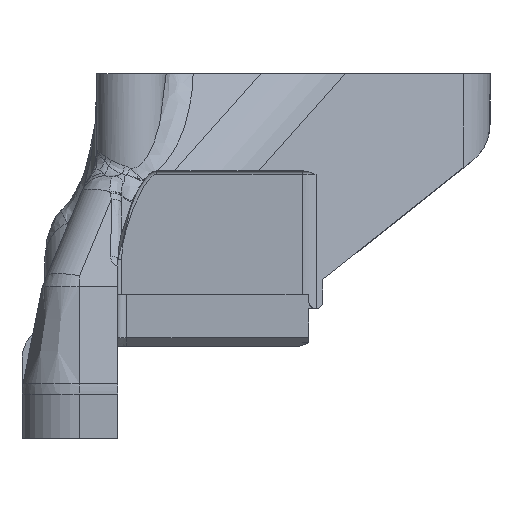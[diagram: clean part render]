
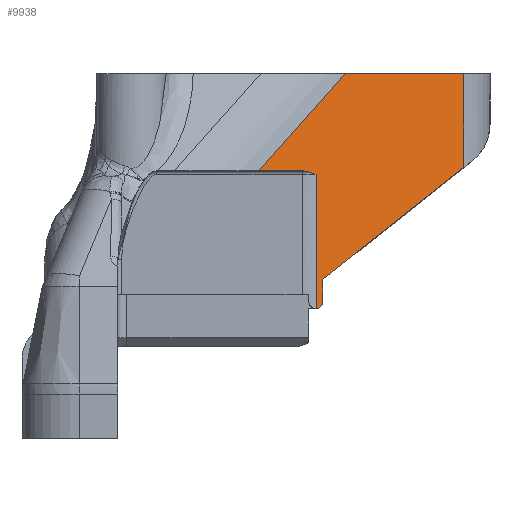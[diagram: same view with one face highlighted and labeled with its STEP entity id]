
A CAD part, left-side view. The second image highlights one B-rep face of the part: STEP entity #9938.
In plain terms, the highlighted planar face has unit normal (-0.851, -0.526, 0).
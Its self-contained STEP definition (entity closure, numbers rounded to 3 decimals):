
#167=ELLIPSE('',#10531,0.941,0.8);
#335=PLANE('',#10530);
#904=FACE_OUTER_BOUND('',#1556,.T.);
#1556=EDGE_LOOP('',(#7740,#7741,#7742,#7743,#7744,#7745,#7746,#7747,#7748));
#2073=B_SPLINE_CURVE_WITH_KNOTS('',3,(#15401,#15402,#15403,#15404),
 .UNSPECIFIED.,.F.,.F.,(4,4),(0.,0.157),.UNSPECIFIED.);
#2558=LINE('',#15427,#3652);
#2837=LINE('',#16034,#3931);
#2838=LINE('',#16038,#3932);
#2839=LINE('',#16040,#3933);
#2840=LINE('',#16042,#3934);
#2841=LINE('',#16044,#3935);
#2842=LINE('',#16045,#3936);
#3652=VECTOR('',#11704,10.);
#3931=VECTOR('',#11993,10.);
#3932=VECTOR('',#11996,10.);
#3933=VECTOR('',#11997,10.);
#3934=VECTOR('',#11998,10.);
#3935=VECTOR('',#11999,10.);
#3936=VECTOR('',#12000,10.);
#4797=VERTEX_POINT('',#15399);
#4798=VERTEX_POINT('',#15400);
#4802=VERTEX_POINT('',#15414);
#5081=VERTEX_POINT('',#16033);
#5082=VERTEX_POINT('',#16035);
#5083=VERTEX_POINT('',#16037);
#5084=VERTEX_POINT('',#16039);
#5085=VERTEX_POINT('',#16041);
#5086=VERTEX_POINT('',#16043);
#5827=EDGE_CURVE('',#4797,#4798,#2073,.T.);
#5834=EDGE_CURVE('',#4802,#4797,#2558,.T.);
#6119=EDGE_CURVE('',#5081,#4798,#2837,.T.);
#6120=EDGE_CURVE('',#5082,#4802,#167,.T.);
#6121=EDGE_CURVE('',#5082,#5083,#2838,.T.);
#6122=EDGE_CURVE('',#5083,#5084,#2839,.T.);
#6123=EDGE_CURVE('',#5084,#5085,#2840,.T.);
#6124=EDGE_CURVE('',#5086,#5085,#2841,.T.);
#6125=EDGE_CURVE('',#5081,#5086,#2842,.T.);
#7740=ORIENTED_EDGE('',*,*,#6119,.T.);
#7741=ORIENTED_EDGE('',*,*,#5827,.F.);
#7742=ORIENTED_EDGE('',*,*,#5834,.F.);
#7743=ORIENTED_EDGE('',*,*,#6120,.F.);
#7744=ORIENTED_EDGE('',*,*,#6121,.T.);
#7745=ORIENTED_EDGE('',*,*,#6122,.T.);
#7746=ORIENTED_EDGE('',*,*,#6123,.T.);
#7747=ORIENTED_EDGE('',*,*,#6124,.F.);
#7748=ORIENTED_EDGE('',*,*,#6125,.F.);
#9938=ADVANCED_FACE('',(#904),#335,.T.);
#10530=AXIS2_PLACEMENT_3D('',#16032,#11991,#11992);
#10531=AXIS2_PLACEMENT_3D('',#16036,#11994,#11995);
#11704=DIRECTION('',(0.,0.,1.));
#11991=DIRECTION('center_axis',(-0.851,-0.526,0.));
#11992=DIRECTION('ref_axis',(-0.526,0.851,0.));
#11993=DIRECTION('',(0.526,-0.851,0.));
#11994=DIRECTION('center_axis',(0.851,0.526,0.));
#11995=DIRECTION('ref_axis',(-0.526,0.851,0.));
#11996=DIRECTION('',(0.,0.,1.));
#11997=DIRECTION('',(0.436,-0.705,0.56));
#11998=DIRECTION('',(0.,0.,1.));
#11999=DIRECTION('',(0.526,-0.851,0.));
#12000=DIRECTION('',(0.38,-0.614,0.692));
#15399=CARTESIAN_POINT('',(-138.498,68.31,28.2));
#15400=CARTESIAN_POINT('',(-139.339,69.671,28.6));
#15401=CARTESIAN_POINT('Ctrl Pts',(-138.498,68.31,28.2));
#15402=CARTESIAN_POINT('Ctrl Pts',(-138.756,68.728,28.379));
#15403=CARTESIAN_POINT('Ctrl Pts',(-139.064,69.227,28.6));
#15404=CARTESIAN_POINT('Ctrl Pts',(-139.339,69.671,28.6));
#15414=CARTESIAN_POINT('',(-138.498,68.31,13.067));
#15427=CARTESIAN_POINT('',(-138.498,68.31,26.1));
#16032=CARTESIAN_POINT('Origin',(-127.535,50.579,33.6));
#16033=CARTESIAN_POINT('',(-142.482,74.755,28.6));
#16034=CARTESIAN_POINT('',(-133.24,59.807,28.6));
#16035=CARTESIAN_POINT('',(-138.02,67.538,13.867));
#16036=CARTESIAN_POINT('Origin',(-138.515,68.338,13.867));
#16037=CARTESIAN_POINT('',(-138.02,67.538,16.339));
#16038=CARTESIAN_POINT('',(-138.02,67.538,15.067));
#16039=CARTESIAN_POINT('',(-128.174,51.613,29.002));
#16040=CARTESIAN_POINT('',(-134.234,61.414,21.209));
#16041=CARTESIAN_POINT('',(-128.174,51.613,39.6));
#16042=CARTESIAN_POINT('',(-128.174,51.613,45.6));
#16043=CARTESIAN_POINT('',(-136.444,64.989,39.6));
#16044=CARTESIAN_POINT('',(-98.588,3.761,39.6));
#16045=CARTESIAN_POINT('',(-133.216,59.768,45.481));
